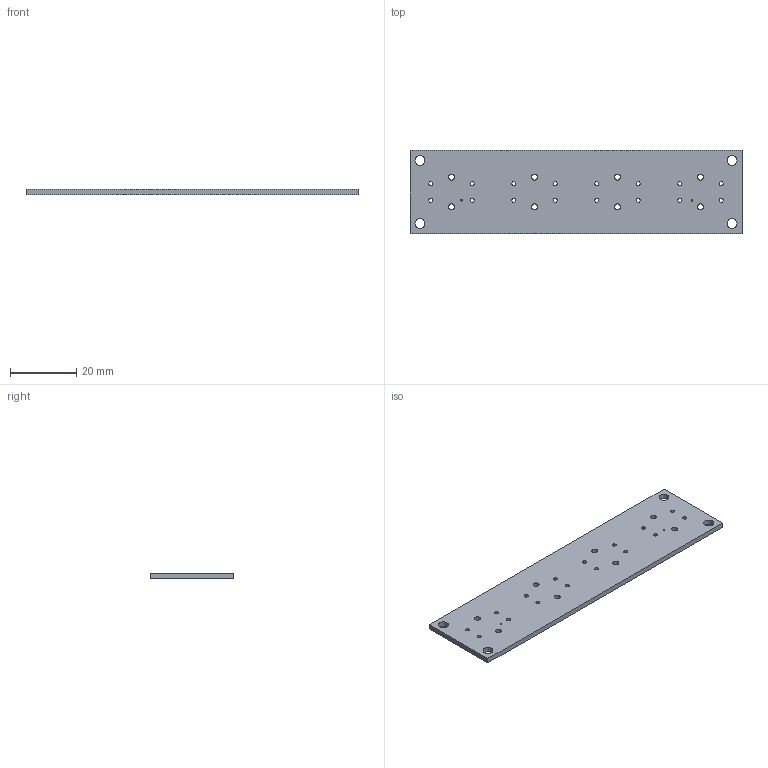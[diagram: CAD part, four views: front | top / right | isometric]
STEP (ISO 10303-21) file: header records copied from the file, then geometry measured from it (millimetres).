
FILE_DESCRIPTION(('for SolidWorks'),'2;1');
FILE_NAME('4BB.step', '2019-11-27T11:05:47',('guilhermemartins'),(''), 'Open CASCADE STEP processor 6.6','DipTrace','Unknown');
FILE_SCHEMA(('AUTOMOTIVE_DESIGN { 1 0 10303 214 1 1 1 1 }'));
Length unit declared in the file: millimetre
Products named in the file (2): PCB_4BB; Board_4BB
Assembly tree (1 placements, depth 2):
  PCB_4BB
    Board_4BB
Bounding box: 100 x 25 x 1.59 mm (x, y, z)
Volume: 3867.3 mm3; surface area: 5495.8 mm2
Topology: 1 solids, 1 shells, 36 faces, 102 edges, 68 vertices
Faces by surface type: cylinder 30, plane 6
Full cylindrical faces by diameter (mm): 0.486 x2, 1.2 x16, 1.8 x8, 3 x4
Entity records: 1363 total; most frequent: DIRECTION 238, CARTESIAN_POINT 208, ORIENTED_EDGE 204, EDGE_CURVE 102, AXIS2_PLACEMENT_3D 98, FACE_BOUND 96, EDGE_LOOP 96, VERTEX_POINT 68
